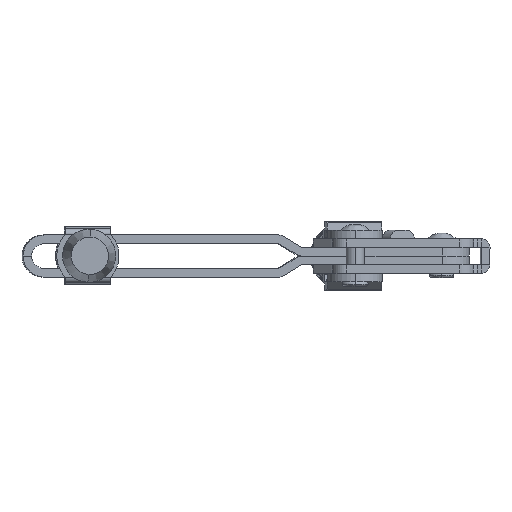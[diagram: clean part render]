
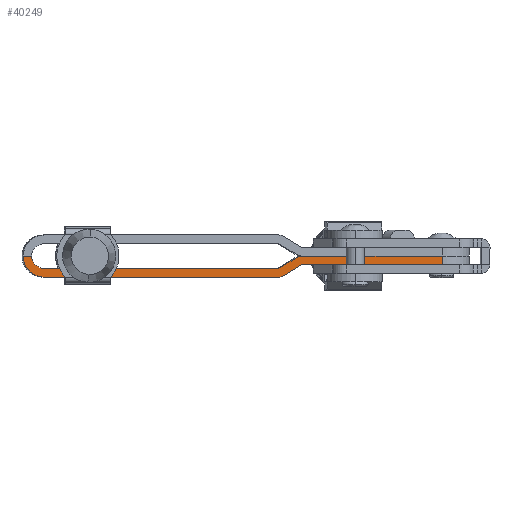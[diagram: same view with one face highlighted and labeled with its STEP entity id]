
A CAD part, front view. The second image highlights one B-rep face of the part: STEP entity #40249.
In plain terms, the highlighted face is planar.
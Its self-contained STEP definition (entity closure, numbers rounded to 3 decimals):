
#38961 = VERTEX_POINT ( 'NONE', #40048 ) ;
#39012 = EDGE_CURVE ( 'NONE', #38961, #39055, #40142, .T. ) ;
#39037 = CARTESIAN_POINT ( 'NONE',  ( -148.15, 2.998, 0. ) ) ;
#39055 = VERTEX_POINT ( 'NONE', #40257 ) ;
#39737 = VERTEX_POINT ( 'NONE', #42843 ) ;
#39739 = VERTEX_POINT ( 'NONE', #42727 ) ;
#39750 = VERTEX_POINT ( 'NONE', #42793 ) ;
#39771 = VERTEX_POINT ( 'NONE', #42882 ) ;
#39779 = EDGE_CURVE ( 'NONE', #39750, #39737, #42905, .T. ) ;
#39791 = EDGE_CURVE ( 'NONE', #39739, #39771, #42992, .T. ) ;
#39824 = EDGE_CURVE ( 'NONE', #39737, #39739, #43032, .T. ) ;
#39854 = EDGE_CURVE ( 'NONE', #39863, #39897, #40138, .T. ) ;
#39863 = VERTEX_POINT ( 'NONE', #43112 ) ;
#39894 = VERTEX_POINT ( 'NONE', #43195 ) ;
#39897 = VERTEX_POINT ( 'NONE', #43165 ) ;
#39907 = EDGE_CURVE ( 'NONE', #39771, #39863, #43267, .T. ) ;
#39941 = EDGE_CURVE ( 'NONE', #39897, #39894, #43345, .T. ) ;
#39995 = EDGE_CURVE ( 'NONE', #39894, #38961, #43477, .T. ) ;
#40017 = EDGE_CURVE ( 'NONE', #40044, #40125, #43574, .T. ) ;
#40044 = VERTEX_POINT ( 'NONE', #43548 ) ;
#40048 = CARTESIAN_POINT ( 'NONE',  ( -148.15, 10.349, 0. ) ) ;
#40053 = EDGE_CURVE ( 'NONE', #39055, #40044, #43551, .T. ) ;
#40079 = AXIS2_PLACEMENT_3D ( 'NONE', #39037, #41200, #41268 ) ;
#40096 = EDGE_CURVE ( 'NONE', #40125, #40180, #43790, .T. ) ;
#40125 = VERTEX_POINT ( 'NONE', #43722 ) ;
#40132 = DIRECTION ( 'NONE',  ( 1., 0., 0. ) ) ;
#40133 = VECTOR ( 'NONE', #40132, 1000. ) ;
#40135 = CARTESIAN_POINT ( 'NONE',  ( -66.499, 10.349, 0. ) ) ;
#40138 = CIRCLE ( 'NONE', #40079, 4.351 ) ;
#40142 = LINE ( 'NONE', #40135, #40133 ) ;
#40160 = EDGE_LOOP ( 'NONE', ( #40267, #40253, #40258, #40231, #40182, #40334, #40256, #40340, #40245, #40330, #40211, #40336 ) ) ;
#40180 = VERTEX_POINT ( 'NONE', #43799 ) ;
#40182 = ORIENTED_EDGE ( 'NONE', *, *, #39854, .T. ) ;
#40207 = EDGE_CURVE ( 'NONE', #39750, #40180, #43990, .T. ) ;
#40211 = ORIENTED_EDGE ( 'NONE', *, *, #40096, .T. ) ;
#40231 = ORIENTED_EDGE ( 'NONE', *, *, #39907, .T. ) ;
#40245 = ORIENTED_EDGE ( 'NONE', *, *, #40053, .T. ) ;
#40249 = ADVANCED_FACE ( 'NONE', ( #44057 ), #44061, .F. ) ;
#40253 = ORIENTED_EDGE ( 'NONE', *, *, #39824, .T. ) ;
#40256 = ORIENTED_EDGE ( 'NONE', *, *, #39995, .T. ) ;
#40257 = CARTESIAN_POINT ( 'NONE',  ( -66.499, 10.349, 0. ) ) ;
#40258 = ORIENTED_EDGE ( 'NONE', *, *, #39791, .T. ) ;
#40267 = ORIENTED_EDGE ( 'NONE', *, *, #39779, .T. ) ;
#40330 = ORIENTED_EDGE ( 'NONE', *, *, #40017, .T. ) ;
#40334 = ORIENTED_EDGE ( 'NONE', *, *, #39941, .T. ) ;
#40336 = ORIENTED_EDGE ( 'NONE', *, *, #40207, .F. ) ;
#40340 = ORIENTED_EDGE ( 'NONE', *, *, #39012, .T. ) ;
#41200 = DIRECTION ( 'NONE',  ( 0., 0., 1. ) ) ;
#41268 = DIRECTION ( 'NONE',  ( 1., 0., 0. ) ) ;
#42727 = CARTESIAN_POINT ( 'NONE',  ( -60.057, 3.435, 0. ) ) ;
#42793 = CARTESIAN_POINT ( 'NONE',  ( -9.5, 2.999, 0. ) ) ;
#42843 = CARTESIAN_POINT ( 'NONE',  ( -58.5, 2.999, 0. ) ) ;
#42858 = DIRECTION ( 'NONE',  ( -1., 0., 0. ) ) ;
#42859 = VECTOR ( 'NONE', #42858, 1000. ) ;
#42882 = CARTESIAN_POINT ( 'NONE',  ( -66.499, 7.349, 0. ) ) ;
#42903 = CARTESIAN_POINT ( 'NONE',  ( 0., 2.999, 0. ) ) ;
#42905 = LINE ( 'NONE', #42903, #42859 ) ;
#42961 = DIRECTION ( 'NONE',  ( -0.855, 0.519, 0. ) ) ;
#42962 = VECTOR ( 'NONE', #42961, 1000. ) ;
#42990 = CARTESIAN_POINT ( 'NONE',  ( -66.499, 7.349, 0. ) ) ;
#42992 = LINE ( 'NONE', #42990, #42962 ) ;
#43025 = DIRECTION ( 'NONE',  ( 1., 0., 0. ) ) ;
#43027 = DIRECTION ( 'NONE',  ( 0., 0., -1. ) ) ;
#43028 = CARTESIAN_POINT ( 'NONE',  ( -58.5, 5.998, 0. ) ) ;
#43030 = AXIS2_PLACEMENT_3D ( 'NONE', #43028, #43027, #43025 ) ;
#43032 = CIRCLE ( 'NONE', #43030, 2.999 ) ;
#43112 = CARTESIAN_POINT ( 'NONE',  ( -148.15, 7.349, 0. ) ) ;
#43165 = CARTESIAN_POINT ( 'NONE',  ( -152.501, 2.998, 0. ) ) ;
#43195 = CARTESIAN_POINT ( 'NONE',  ( -155.501, 2.998, 0. ) ) ;
#43263 = DIRECTION ( 'NONE',  ( -1., 0., 0. ) ) ;
#43264 = VECTOR ( 'NONE', #43263, 1000. ) ;
#43266 = CARTESIAN_POINT ( 'NONE',  ( -66.499, 7.349, 0. ) ) ;
#43267 = LINE ( 'NONE', #43266, #43264 ) ;
#43337 = VECTOR ( 'NONE', #43353, 1000. ) ;
#43345 = LINE ( 'NONE', #43349, #43337 ) ;
#43349 = CARTESIAN_POINT ( 'NONE',  ( -152.501, 2.998, 0. ) ) ;
#43353 = DIRECTION ( 'NONE',  ( -1., 0., 0. ) ) ;
#43472 = DIRECTION ( 'NONE',  ( 1., 0., 0. ) ) ;
#43474 = DIRECTION ( 'NONE',  ( 0., 0., -1. ) ) ;
#43475 = AXIS2_PLACEMENT_3D ( 'NONE', #43487, #43474, #43472 ) ;
#43477 = CIRCLE ( 'NONE', #43475, 7.351 ) ;
#43487 = CARTESIAN_POINT ( 'NONE',  ( -148.15, 2.998, 0. ) ) ;
#43516 = DIRECTION ( 'NONE',  ( 0., 0., -1. ) ) ;
#43548 = CARTESIAN_POINT ( 'NONE',  ( -64.941, 9.913, 0. ) ) ;
#43551 = CIRCLE ( 'NONE', #43567, 3. ) ;
#43555 = DIRECTION ( 'NONE',  ( 0.855, -0.519, 0. ) ) ;
#43567 = AXIS2_PLACEMENT_3D ( 'NONE', #43644, #43516, #43618 ) ;
#43572 = VECTOR ( 'NONE', #43555, 1000. ) ;
#43573 = CARTESIAN_POINT ( 'NONE',  ( -58.5, 5.998, 0. ) ) ;
#43574 = LINE ( 'NONE', #43573, #43572 ) ;
#43618 = DIRECTION ( 'NONE',  ( 1., 0., 0. ) ) ;
#43644 = CARTESIAN_POINT ( 'NONE',  ( -66.499, 7.349, 0. ) ) ;
#43722 = CARTESIAN_POINT ( 'NONE',  ( -58.5, 5.998, 0. ) ) ;
#43786 = DIRECTION ( 'NONE',  ( 1., 0., 0. ) ) ;
#43787 = VECTOR ( 'NONE', #43786, 1000. ) ;
#43789 = CARTESIAN_POINT ( 'NONE',  ( 0., 5.998, 0. ) ) ;
#43790 = LINE ( 'NONE', #43789, #43787 ) ;
#43799 = CARTESIAN_POINT ( 'NONE',  ( -9.5, 5.998, 0. ) ) ;
#43986 = DIRECTION ( 'NONE',  ( 0., 1., 0. ) ) ;
#43988 = VECTOR ( 'NONE', #43986, 1000. ) ;
#43989 = CARTESIAN_POINT ( 'NONE',  ( -9.5, 5.998, 0. ) ) ;
#43990 = LINE ( 'NONE', #43989, #43988 ) ;
#44033 = DIRECTION ( 'NONE',  ( 1., 0., 0. ) ) ;
#44035 = DIRECTION ( 'NONE',  ( 0., 0., 1. ) ) ;
#44036 = CARTESIAN_POINT ( 'NONE',  ( -58.5, 5.998, 0. ) ) ;
#44038 = AXIS2_PLACEMENT_3D ( 'NONE', #44036, #44035, #44033 ) ;
#44057 = FACE_OUTER_BOUND ( 'NONE', #40160, .T. ) ;
#44061 = PLANE ( 'NONE',  #44038 ) ;
